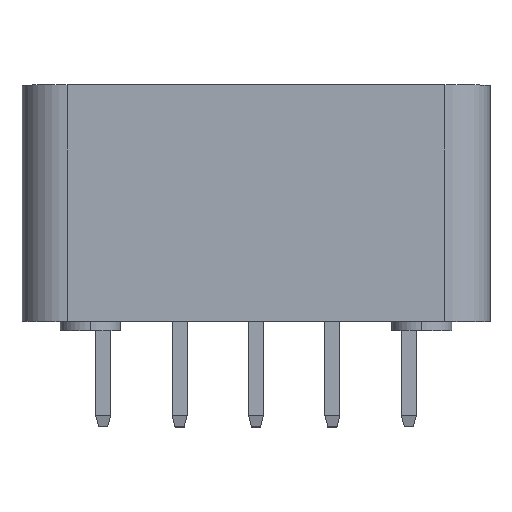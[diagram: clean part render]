
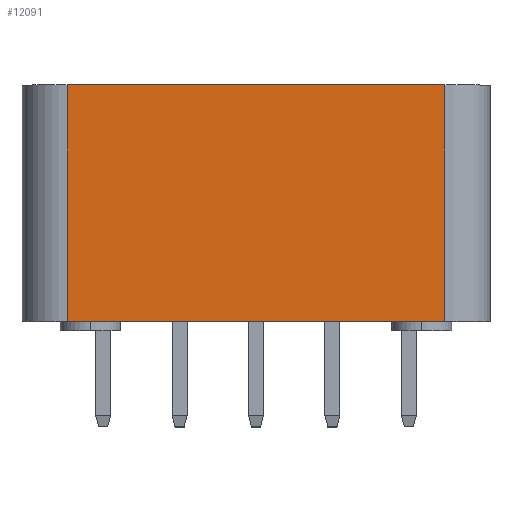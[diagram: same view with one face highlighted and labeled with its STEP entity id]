
A CAD part, top view. The second image highlights one B-rep face of the part: STEP entity #12091.
In plain terms, the highlighted planar face has unit normal (0, 0, 1).
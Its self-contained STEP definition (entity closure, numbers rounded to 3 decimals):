
#586 = LINE ( 'NONE', #5042, #2216 ) ;
#730 = PLANE ( 'NONE',  #6522 ) ;
#781 = VECTOR ( 'NONE', #3368, 1000. ) ;
#1437 = VECTOR ( 'NONE', #4968, 1000. ) ;
#1465 = ORIENTED_EDGE ( 'NONE', *, *, #2382, .T. ) ;
#1974 = CARTESIAN_POINT ( 'NONE',  ( 7.78, 8.15, 7.78 ) ) ;
#2216 = VECTOR ( 'NONE', #10675, 1000. ) ;
#2382 = EDGE_CURVE ( 'NONE', #14590, #7431, #11022, .T. ) ;
#2580 = CARTESIAN_POINT ( 'NONE',  ( -6.28, 8.15, 7.78 ) ) ;
#2583 = LINE ( 'NONE', #9550, #1437 ) ;
#3368 = DIRECTION ( 'NONE',  ( 0., 1., 0. ) ) ;
#4047 = CARTESIAN_POINT ( 'NONE',  ( 6.28, 8.15, 7.78 ) ) ;
#4148 = EDGE_CURVE ( 'NONE', #4842, #7431, #12129, .T. ) ;
#4842 = VERTEX_POINT ( 'NONE', #2580 ) ;
#4944 = VERTEX_POINT ( 'NONE', #12660 ) ;
#4968 = DIRECTION ( 'NONE',  ( 1., 0., 0. ) ) ;
#5042 = CARTESIAN_POINT ( 'NONE',  ( -6.28, 38.305, 7.78 ) ) ;
#6153 = EDGE_CURVE ( 'NONE', #4944, #14590, #2583, .T. ) ;
#6505 = DIRECTION ( 'NONE',  ( 1., 0., 0. ) ) ;
#6522 = AXIS2_PLACEMENT_3D ( 'NONE', #12287, #14301, #7556 ) ;
#6786 = ORIENTED_EDGE ( 'NONE', *, *, #10834, .T. ) ;
#7431 = VERTEX_POINT ( 'NONE', #4047 ) ;
#7556 = DIRECTION ( 'NONE',  ( -1., 0., 0. ) ) ;
#7803 = EDGE_LOOP ( 'NONE', ( #11975, #6786, #13286, #1465 ) ) ;
#8949 = FACE_OUTER_BOUND ( 'NONE', #7803, .T. ) ;
#9550 = CARTESIAN_POINT ( 'NONE',  ( 7.78, 0.3, 7.78 ) ) ;
#9902 = CARTESIAN_POINT ( 'NONE',  ( 6.28, 38.305, 7.78 ) ) ;
#10675 = DIRECTION ( 'NONE',  ( 0., -1., 0. ) ) ;
#10834 = EDGE_CURVE ( 'NONE', #4842, #4944, #586, .T. ) ;
#11022 = LINE ( 'NONE', #9902, #781 ) ;
#11304 = CARTESIAN_POINT ( 'NONE',  ( 6.28, 0.3, 7.78 ) ) ;
#11338 = VECTOR ( 'NONE', #6505, 1000. ) ;
#11975 = ORIENTED_EDGE ( 'NONE', *, *, #4148, .F. ) ;
#12091 = ADVANCED_FACE ( 'NONE', ( #8949 ), #730, .F. ) ;
#12129 = LINE ( 'NONE', #1974, #11338 ) ;
#12287 = CARTESIAN_POINT ( 'NONE',  ( 7.78, 38.305, 7.78 ) ) ;
#12660 = CARTESIAN_POINT ( 'NONE',  ( -6.28, 0.3, 7.78 ) ) ;
#13286 = ORIENTED_EDGE ( 'NONE', *, *, #6153, .T. ) ;
#14301 = DIRECTION ( 'NONE',  ( 0., 0., -1. ) ) ;
#14590 = VERTEX_POINT ( 'NONE', #11304 ) ;
